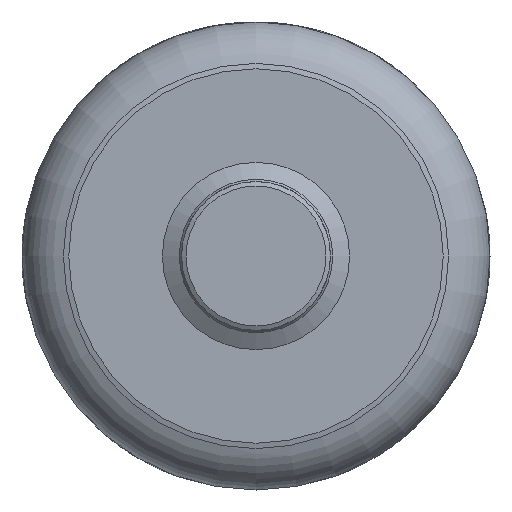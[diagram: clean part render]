
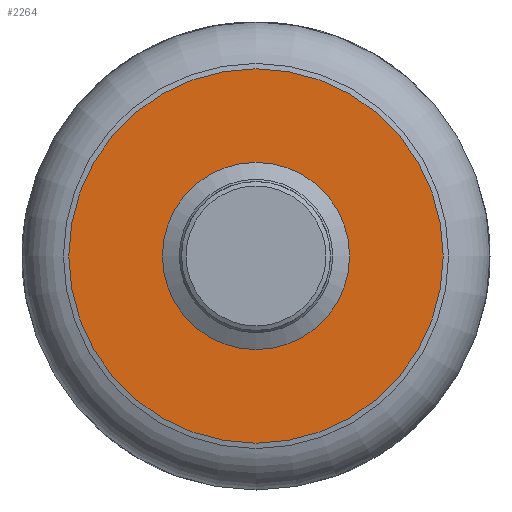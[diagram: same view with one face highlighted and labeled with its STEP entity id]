
A CAD part, front view. The second image highlights one B-rep face of the part: STEP entity #2264.
In plain terms, the highlighted planar face has unit normal (0, -1, 0).
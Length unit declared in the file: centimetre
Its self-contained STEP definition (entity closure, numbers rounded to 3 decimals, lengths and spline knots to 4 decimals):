
#14=PLANE($,#2500);
#497=FACE_BOUND($,#804,.T.);
#586=FACE_OUTER_BOUND($,#803,.T.);
#803=EDGE_LOOP($,(#1782));
#804=EDGE_LOOP($,(#1783));
#992=CIRCLE($,#2446,0.3);
#1002=CIRCLE($,#2469,0.6);
#1107=VERTEX_POINT($,#3470);
#1139=VERTEX_POINT($,#3857);
#1339=EDGE_CURVE($,#1107,#1107,#992,.T.);
#1371=EDGE_CURVE($,#1139,#1139,#1002,.T.);
#1782=ORIENTED_EDGE($,*,*,#1371,.T.);
#1783=ORIENTED_EDGE($,*,*,#1339,.F.);
#2264=ADVANCED_FACE($,(#586,#497),#14,.T.);
#2446=AXIS2_PLACEMENT_3D($,#3471,#2805,#2806);
#2469=AXIS2_PLACEMENT_3D($,#3858,#2855,#2856);
#2500=AXIS2_PLACEMENT_3D($,#4162,#2934,#2935);
#2805=DIRECTION('center_axis',(0.,-1.,0.));
#2806=DIRECTION('ref_axis',(0.,0.,-1.));
#2855=DIRECTION('center_axis',(0.,-1.,0.));
#2856=DIRECTION('ref_axis',(0.,0.,-1.));
#2934=DIRECTION('center_axis',(0.,-1.,0.));
#2935=DIRECTION('ref_axis',(0.,0.,-1.));
#3470=CARTESIAN_POINT('',(0.,-0.3464,0.3));
#3471=CARTESIAN_POINT('Origin',(0.,-0.3464,0.));
#3857=CARTESIAN_POINT('',(0.,-0.3464,-0.6));
#3858=CARTESIAN_POINT('Origin',(0.,-0.3464,0.));
#4162=CARTESIAN_POINT('Origin',(0.6,-0.3464,0.));
